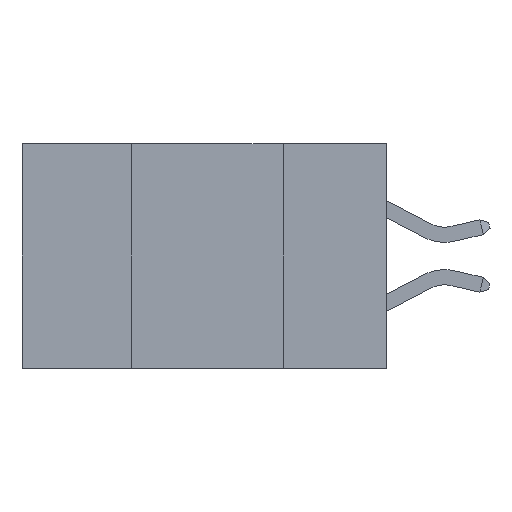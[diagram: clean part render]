
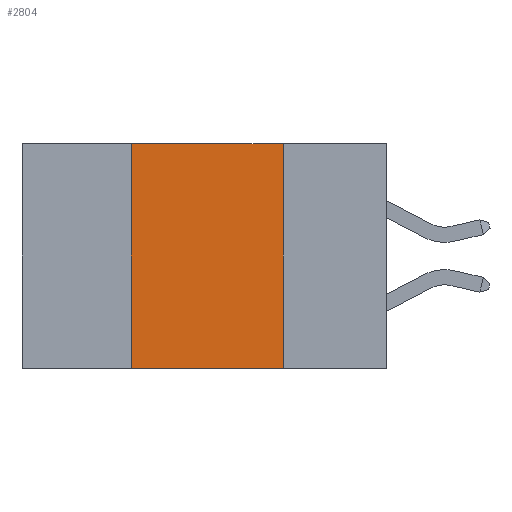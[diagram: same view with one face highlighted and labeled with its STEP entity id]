
A CAD part, left-side view. The second image highlights one B-rep face of the part: STEP entity #2804.
In plain terms, the highlighted planar face has unit normal (-1, 0, 0).
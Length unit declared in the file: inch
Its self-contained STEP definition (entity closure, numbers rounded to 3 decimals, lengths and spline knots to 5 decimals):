
#703 = AXIS2_PLACEMENT_3D ( 'NONE', #15164, #14742, #15311 ) ;
#839 = ORIENTED_EDGE ( 'NONE', *, *, #11522, .F. ) ;
#1509 = FACE_OUTER_BOUND ( 'NONE', #14041, .T. ) ;
#2331 = LINE ( 'NONE', #5938, #2736 ) ;
#2350 = DIRECTION ( 'NONE',  ( 0., 0., 1. ) ) ;
#2476 = CARTESIAN_POINT ( 'NONE',  ( 0., 0.6, 0. ) ) ;
#2571 = LINE ( 'NONE', #9419, #12936 ) ;
#2736 = VECTOR ( 'NONE', #2350, 39.37008 ) ;
#2748 = EDGE_CURVE ( 'NONE', #13694, #12149, #2331, .T. ) ;
#2804 = ADVANCED_FACE ( 'NONE', ( #1509 ), #14754, .F. ) ;
#2936 = VERTEX_POINT ( 'NONE', #8432 ) ;
#2948 = DIRECTION ( 'NONE',  ( 0., -1., 0. ) ) ;
#5157 = ORIENTED_EDGE ( 'NONE', *, *, #2748, .F. ) ;
#5938 = CARTESIAN_POINT ( 'NONE',  ( 0., 0.42, 0. ) ) ;
#6069 = LINE ( 'NONE', #2476, #12528 ) ;
#7810 = CARTESIAN_POINT ( 'NONE',  ( 0., 0.42, -0.37 ) ) ;
#8432 = CARTESIAN_POINT ( 'NONE',  ( 0., 0.17, 0. ) ) ;
#8855 = VERTEX_POINT ( 'NONE', #8966 ) ;
#8966 = CARTESIAN_POINT ( 'NONE',  ( 0., 0.17, -0.37 ) ) ;
#9419 = CARTESIAN_POINT ( 'NONE',  ( 0., 0.6, -0.37 ) ) ;
#10115 = DIRECTION ( 'NONE',  ( 0., 0., -1. ) ) ;
#10230 = ORIENTED_EDGE ( 'NONE', *, *, #14210, .F. ) ;
#10899 = VECTOR ( 'NONE', #10115, 39.37008 ) ;
#11301 = LINE ( 'NONE', #13986, #10899 ) ;
#11522 = EDGE_CURVE ( 'NONE', #12149, #2936, #6069, .T. ) ;
#12149 = VERTEX_POINT ( 'NONE', #15239 ) ;
#12528 = VECTOR ( 'NONE', #15502, 39.37008 ) ;
#12936 = VECTOR ( 'NONE', #2948, 39.37008 ) ;
#13694 = VERTEX_POINT ( 'NONE', #7810 ) ;
#13986 = CARTESIAN_POINT ( 'NONE',  ( 0., 0.17, 0. ) ) ;
#14041 = EDGE_LOOP ( 'NONE', ( #10230, #839, #5157, #15701 ) ) ;
#14210 = EDGE_CURVE ( 'NONE', #2936, #8855, #11301, .T. ) ;
#14555 = EDGE_CURVE ( 'NONE', #13694, #8855, #2571, .T. ) ;
#14742 = DIRECTION ( 'NONE',  ( 1., 0., 0. ) ) ;
#14754 = PLANE ( 'NONE',  #703 ) ;
#15164 = CARTESIAN_POINT ( 'NONE',  ( 0., 0.6, 0. ) ) ;
#15239 = CARTESIAN_POINT ( 'NONE',  ( 0., 0.42, 0. ) ) ;
#15311 = DIRECTION ( 'NONE',  ( 0., 0., -1. ) ) ;
#15502 = DIRECTION ( 'NONE',  ( 0., -1., 0. ) ) ;
#15701 = ORIENTED_EDGE ( 'NONE', *, *, #14555, .T. ) ;
